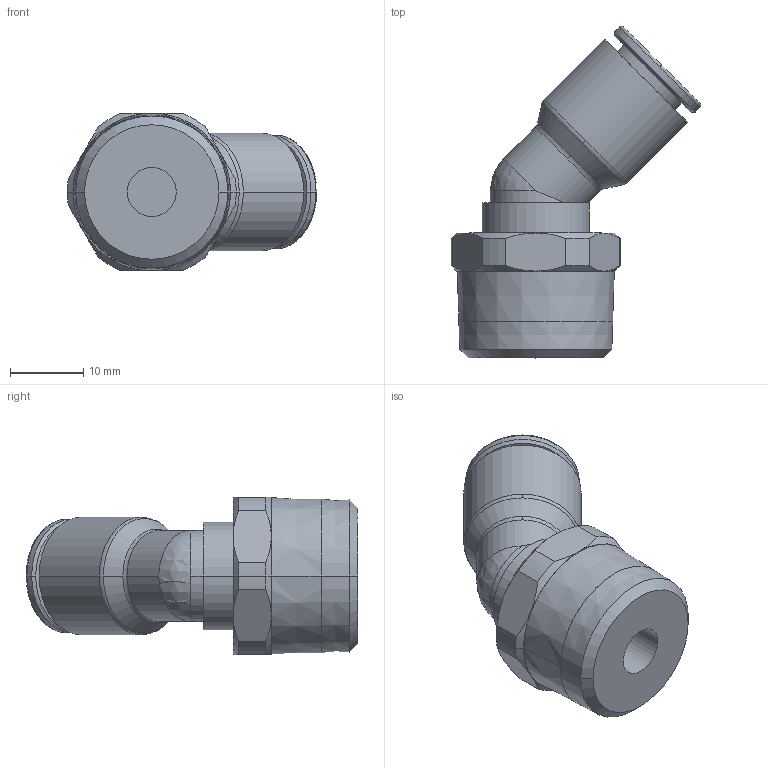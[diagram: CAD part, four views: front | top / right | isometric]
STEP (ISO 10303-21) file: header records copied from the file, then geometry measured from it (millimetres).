
FILE_DESCRIPTION(('STEP AP214'),'1');
FILE_NAME('3113_10_21.stp','2016-07-07T14:58:51',('TraceParts'),('TraceParts S.A.'),'Spatial InterOp 3D',' ',' ');
FILE_SCHEMA(('automotive_design'));
Length unit declared in the file: millimetre
Products named in the file (1): 1
Bounding box: 33.96 x 45.21 x 21.5 mm (x, y, z)
Volume: 8409.3 mm3; surface area: 4754.1 mm2
Topology: 1 solids, 1 shells, 79 faces, 189 edges, 116 vertices
Faces by surface type: cone 26, cylinder 26, plane 18, torus 6, sphere 3
Entity records: 2355 total; most frequent: CARTESIAN_POINT 509, DIRECTION 430, ORIENTED_EDGE 366, AXIS2_PLACEMENT_3D 193, EDGE_CURVE 183, VERTEX_POINT 116, CIRCLE 107, EDGE_LOOP 89
